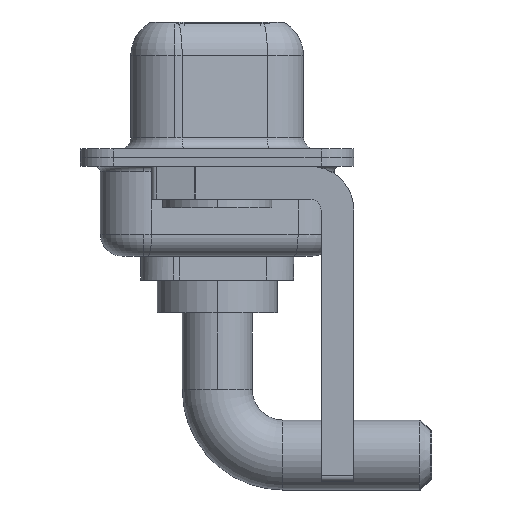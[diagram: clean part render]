
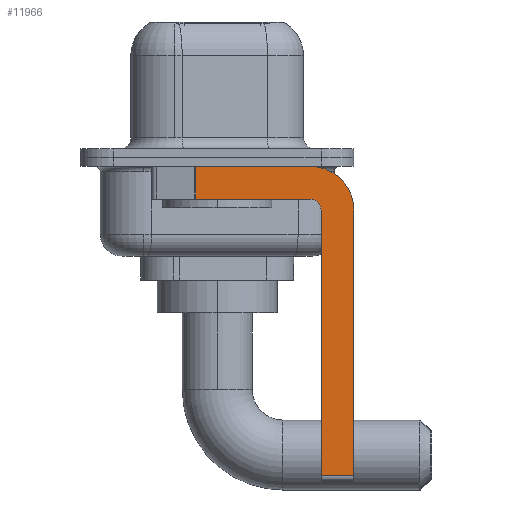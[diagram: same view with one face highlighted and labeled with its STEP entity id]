
A CAD part, left-side view. The second image highlights one B-rep face of the part: STEP entity #11966.
In plain terms, the highlighted planar face has unit normal (-1, 0, 0).
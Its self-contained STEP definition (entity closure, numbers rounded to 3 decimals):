
#8 = DIRECTION ( 'NONE',  ( 0., -1., 0. ) ) ;
#213 = VECTOR ( 'NONE', #12916, 1000. ) ;
#226 = EDGE_CURVE ( 'NONE', #8735, #1681, #10103, .T. ) ;
#309 = LINE ( 'NONE', #12130, #7040 ) ;
#895 = CIRCLE ( 'NONE', #5653, 2. ) ;
#971 = ORIENTED_EDGE ( 'NONE', *, *, #5062, .F. ) ;
#997 = AXIS2_PLACEMENT_3D ( 'NONE', #12390, #8100, #2695 ) ;
#1131 = VECTOR ( 'NONE', #8, 1000. ) ;
#1681 = VERTEX_POINT ( 'NONE', #4207 ) ;
#1858 = VERTEX_POINT ( 'NONE', #10247 ) ;
#1892 = CARTESIAN_POINT ( 'NONE',  ( -2.9, -6.25, -2.4 ) ) ;
#1974 = DIRECTION ( 'NONE',  ( 0., 0., -1. ) ) ;
#2360 = DIRECTION ( 'NONE',  ( 0., -1., 0. ) ) ;
#2482 = ORIENTED_EDGE ( 'NONE', *, *, #10659, .F. ) ;
#2695 = DIRECTION ( 'NONE',  ( 0., 0., 1. ) ) ;
#2996 = CARTESIAN_POINT ( 'NONE',  ( -2.9, -4.75, -2.4 ) ) ;
#3047 = PLANE ( 'NONE',  #10950 ) ;
#3170 = CARTESIAN_POINT ( 'NONE',  ( -2.9, -6.25, -14.55 ) ) ;
#3295 = CARTESIAN_POINT ( 'NONE',  ( -2.9, 3., -0.4 ) ) ;
#4060 = ORIENTED_EDGE ( 'NONE', *, *, #226, .F. ) ;
#4152 = ORIENTED_EDGE ( 'NONE', *, *, #6696, .T. ) ;
#4207 = CARTESIAN_POINT ( 'NONE',  ( -2.9, -4.25, -1.9 ) ) ;
#4540 = CARTESIAN_POINT ( 'NONE',  ( -2.9, -4.25, -1.9 ) ) ;
#4552 = CARTESIAN_POINT ( 'NONE',  ( -2.9, -4.25, -2.4 ) ) ;
#4711 = LINE ( 'NONE', #9054, #5450 ) ;
#5062 = EDGE_CURVE ( 'NONE', #1858, #11479, #8411, .T. ) ;
#5450 = VECTOR ( 'NONE', #7846, 1000. ) ;
#5653 = AXIS2_PLACEMENT_3D ( 'NONE', #4552, #12326, #7959 ) ;
#5845 = CARTESIAN_POINT ( 'NONE',  ( -2.9, 0.978, -1.9 ) ) ;
#6680 = LINE ( 'NONE', #4540, #7749 ) ;
#6696 = EDGE_CURVE ( 'NONE', #1858, #10927, #13198, .T. ) ;
#6697 = EDGE_CURVE ( 'NONE', #7699, #13790, #4711, .T. ) ;
#7040 = VECTOR ( 'NONE', #7778, 1000. ) ;
#7148 = EDGE_CURVE ( 'NONE', #1681, #10927, #6680, .T. ) ;
#7259 = ORIENTED_EDGE ( 'NONE', *, *, #9700, .T. ) ;
#7387 = CARTESIAN_POINT ( 'NONE',  ( -2.9, -4.25, -2.4 ) ) ;
#7476 = CARTESIAN_POINT ( 'NONE',  ( -2.9, -4.75, -14.55 ) ) ;
#7699 = VERTEX_POINT ( 'NONE', #1892 ) ;
#7749 = VECTOR ( 'NONE', #9825, 1000. ) ;
#7778 = DIRECTION ( 'NONE',  ( 0., 0., 1. ) ) ;
#7846 = DIRECTION ( 'NONE',  ( 0., 0., -1. ) ) ;
#7959 = DIRECTION ( 'NONE',  ( 0., 0., -1. ) ) ;
#8100 = DIRECTION ( 'NONE',  ( -1., 0., 0. ) ) ;
#8411 = LINE ( 'NONE', #3295, #1131 ) ;
#8735 = VERTEX_POINT ( 'NONE', #2996 ) ;
#9054 = CARTESIAN_POINT ( 'NONE',  ( -2.9, -6.25, -2.4 ) ) ;
#9105 = CARTESIAN_POINT ( 'NONE',  ( -2.9, -4.25, -14.55 ) ) ;
#9700 = EDGE_CURVE ( 'NONE', #10512, #13790, #11319, .T. ) ;
#9711 = EDGE_CURVE ( 'NONE', #11479, #7699, #895, .T. ) ;
#9759 = VECTOR ( 'NONE', #2360, 1000. ) ;
#9825 = DIRECTION ( 'NONE',  ( 0., 1., 0. ) ) ;
#10007 = EDGE_LOOP ( 'NONE', ( #971, #4152, #12100, #4060, #2482, #7259, #12490, #12692 ) ) ;
#10103 = CIRCLE ( 'NONE', #997, 0.5 ) ;
#10247 = CARTESIAN_POINT ( 'NONE',  ( -2.9, 0.978, -0.4 ) ) ;
#10512 = VERTEX_POINT ( 'NONE', #7476 ) ;
#10659 = EDGE_CURVE ( 'NONE', #10512, #8735, #309, .T. ) ;
#10927 = VERTEX_POINT ( 'NONE', #5845 ) ;
#10950 = AXIS2_PLACEMENT_3D ( 'NONE', #7387, #11731, #1974 ) ;
#10964 = CARTESIAN_POINT ( 'NONE',  ( -2.9, -4.25, -0.4 ) ) ;
#11319 = LINE ( 'NONE', #9105, #9759 ) ;
#11479 = VERTEX_POINT ( 'NONE', #10964 ) ;
#11664 = FACE_OUTER_BOUND ( 'NONE', #10007, .T. ) ;
#11731 = DIRECTION ( 'NONE',  ( 1., 0., 0. ) ) ;
#11966 = ADVANCED_FACE ( 'NONE', ( #11664 ), #3047, .F. ) ;
#12100 = ORIENTED_EDGE ( 'NONE', *, *, #7148, .F. ) ;
#12130 = CARTESIAN_POINT ( 'NONE',  ( -2.9, -4.75, -14.8 ) ) ;
#12132 = CARTESIAN_POINT ( 'NONE',  ( -2.9, 0.978, -1.9 ) ) ;
#12326 = DIRECTION ( 'NONE',  ( 1., 0., 0. ) ) ;
#12390 = CARTESIAN_POINT ( 'NONE',  ( -2.9, -4.25, -2.4 ) ) ;
#12490 = ORIENTED_EDGE ( 'NONE', *, *, #6697, .F. ) ;
#12692 = ORIENTED_EDGE ( 'NONE', *, *, #9711, .F. ) ;
#12916 = DIRECTION ( 'NONE',  ( 0., 0., -1. ) ) ;
#13198 = LINE ( 'NONE', #12132, #213 ) ;
#13790 = VERTEX_POINT ( 'NONE', #3170 ) ;
